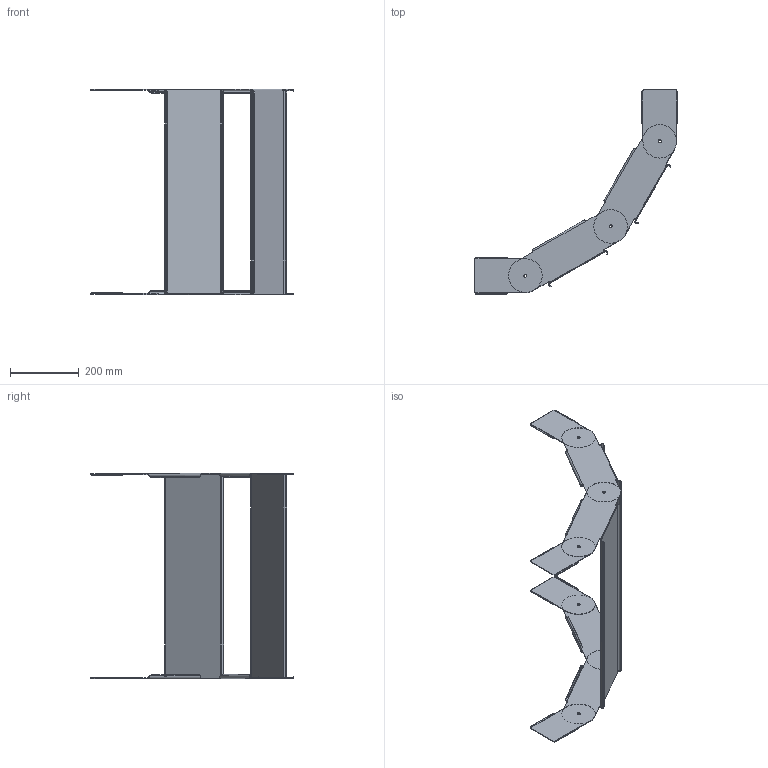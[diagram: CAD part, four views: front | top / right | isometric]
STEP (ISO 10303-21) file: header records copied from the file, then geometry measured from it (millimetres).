
FILE_DESCRIPTION((''),'2;1');
FILE_NAME('7006713_ASM','2013-01-30T',('AndreasKeweloh'),(''),'PRO/ENGINEER BY PARAMETRIC TECHNOLOGY CORPORATION, 2012360','PRO/ENGINEER BY PARAMETRIC TECHNOLOGY CORPORATION, 2012360','');
FILE_SCHEMA(('CONFIG_CONTROL_DESIGN'));
Length unit declared in the file: millimetre
Products named in the file (3): 7006713GELENKBOGENELEME; 7006713; 7006713_ASM
Assembly tree (6 placements, depth 2):
  7006713_ASM
    7006713GELENKBOGENELEME  x2
    7006713  x4
Bounding box: 595.16 x 595.16 x 601.25 mm (x, y, z)
Volume: 523668.6 mm3; surface area: 1003129.1 mm2
Topology: 2 solids, 6 shells, 328 faces, 796 edges, 480 vertices
Faces by surface type: cylinder 148, plane 136, bspline 44
Entity records: 4928 total; most frequent: CARTESIAN_POINT 1744, ORIENTED_EDGE 648, DIRECTION 634, EDGE_CURVE 324, AXIS2_PLACEMENT_3D 220, VERTEX_POINT 196, VECTOR 194, LINE 194
